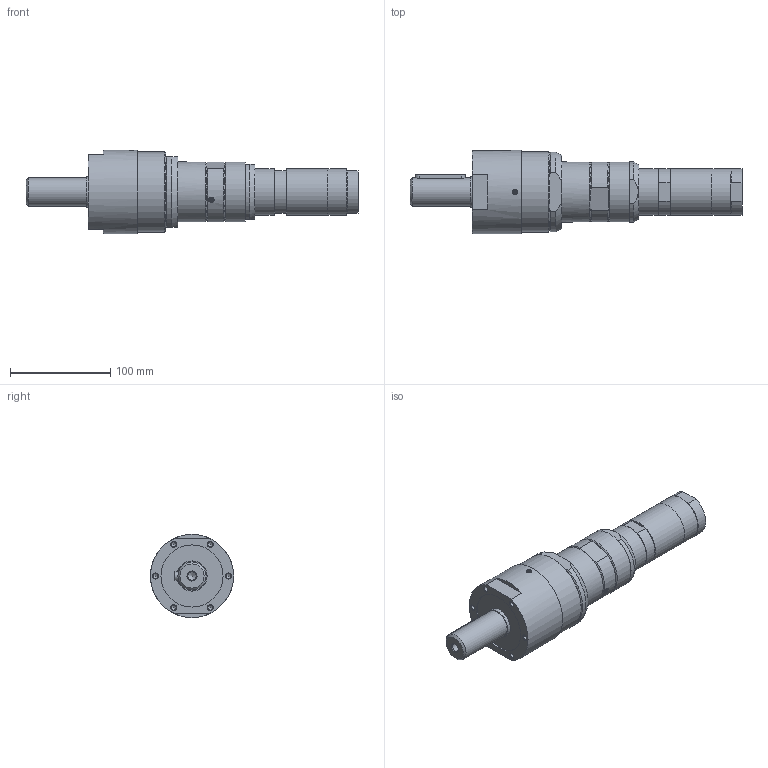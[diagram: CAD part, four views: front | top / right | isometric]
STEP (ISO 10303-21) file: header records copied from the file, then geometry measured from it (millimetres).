
FILE_DESCRIPTION(/* description */ (''),/* implementation_level */ '2;1');
FILE_NAME(/* name */ 'MRD 65-35_60024657.stp',/* time_stamp */ '2018-08-20T10:25:34+02:00',/* author */ ('FLambert'),/* organization */ (''),/* preprocessor_version */ 'ST-DEVELOPER v17',/* originating_system */ 'Autodesk Inventor 2018',/* authorisation */ '');
FILE_SCHEMA (('AUTOMOTIVE_DESIGN { 1 0 10303 214 3 1 1 }'));
Length unit declared in the file: millimetre
Products named in the file (1): MRD 65-35_60024657
Bounding box: 331.5 x 83 x 83 mm (x, y, z)
Volume: 871595.3 mm3; surface area: 79653 mm2
Topology: 1 solids, 7 shells, 261 faces, 668 edges, 451 vertices
Faces by surface type: plane 137, cylinder 64, cone 46, bspline 7, sphere 4, torus 3
Full cylindrical faces by diameter (mm): 1.55 x4, 3.3 x1, 3.6 x2, 4 x4, 4.917 x6, 5 x2, 5.5 x2, 8.376 x1, 11.445 x1, 18.631 x1, 28 x1, 30 x1, 46 x3, 46.5 x1, 53.143 x1, 60 x2, 62 x1, 68.178 x1, 68.376 x1, 80 x1, 83 x1
Entity records: 8509 total; most frequent: CARTESIAN_POINT 1753, DIRECTION 1370, ORIENTED_EDGE 1322, EDGE_CURVE 661, AXIS2_PLACEMENT_3D 520, VERTEX_POINT 451, LINE 330, VECTOR 330
